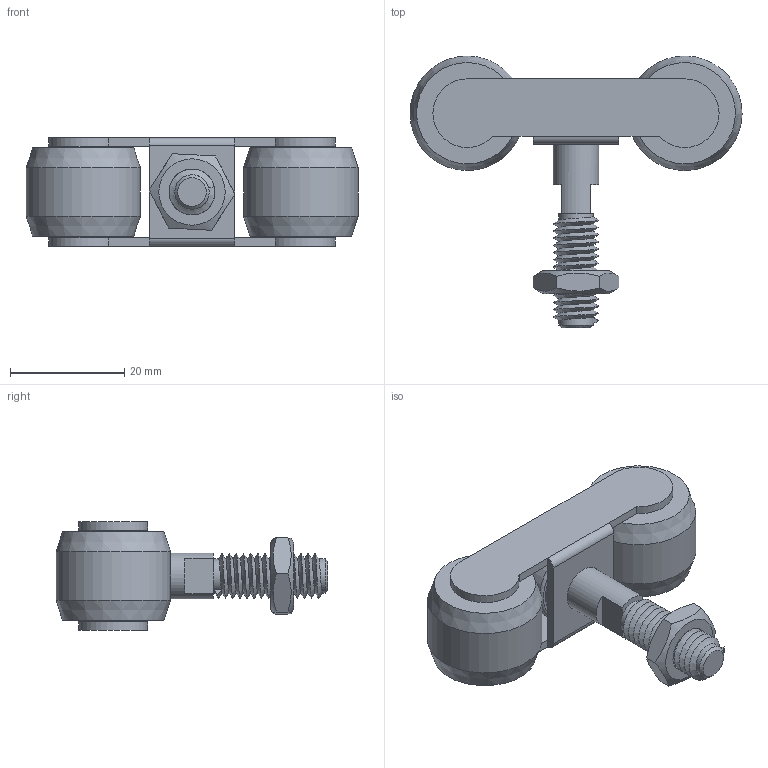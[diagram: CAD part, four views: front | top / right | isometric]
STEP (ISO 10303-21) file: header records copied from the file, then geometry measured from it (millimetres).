
FILE_DESCRIPTION((''),'2;1');
FILE_NAME('0623.stp','2012-03-01T15:00:11',('Marc'),(''),'Autodesk Inventor 2011','Autodesk Inventor 2011','');
FILE_SCHEMA(('AUTOMOTIVE_DESIGN { 1 0 10303 214 1 1 1 1 }'));
Length unit declared in the file: millimetre
Products named in the file (1): Pièce21
Bounding box: 58 x 47.5 x 19 mm (x, y, z)
Volume: 1443.1 mm3; surface area: 9206 mm2
Topology: 4 solids, 5 shells, 104 faces, 244 edges, 160 vertices
Faces by surface type: plane 51, cylinder 31, cone 17, torus 3, bspline 2
Full cylindrical faces by diameter (mm): 3 x2, 3.1 x6, 5.5 x2, 6 x2, 6.2 x4, 6.4 x2, 8 x1, 8.1 x1, 13 x1, 15 x1, 20 x2
Entity records: 4244 total; most frequent: CARTESIAN_POINT 2063, DIRECTION 432, ORIENTED_EDGE 330, AXIS2_PLACEMENT_3D 187, EDGE_LOOP 172, EDGE_CURVE 165, VERTEX_POINT 127, STYLED_ITEM 106
